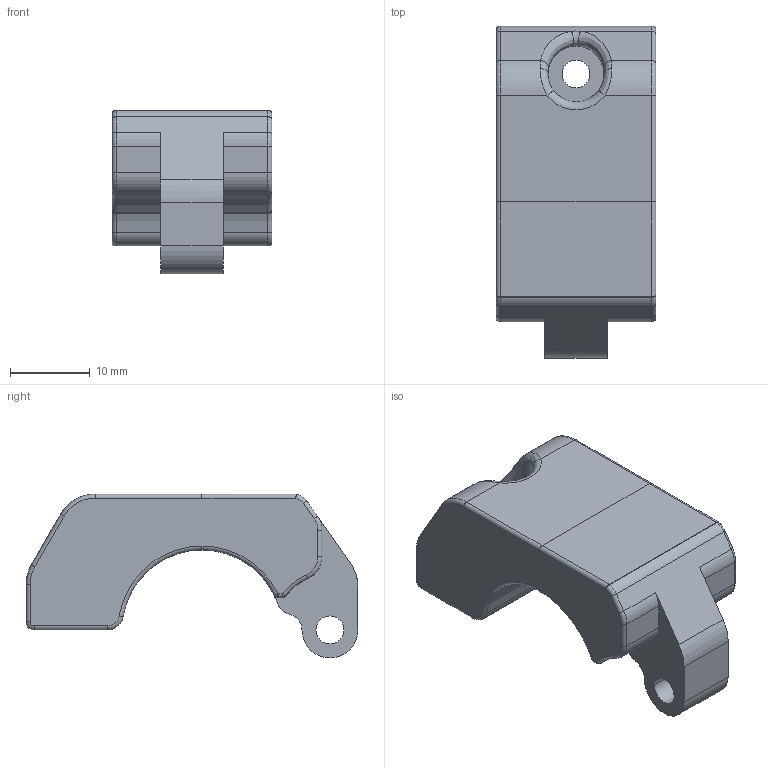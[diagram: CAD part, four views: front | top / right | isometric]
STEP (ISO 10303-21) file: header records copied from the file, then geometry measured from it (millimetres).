
FILE_DESCRIPTION(('CATIA V5 STEP Exchange'),'2;1');
FILE_NAME('BOS_V3_SPRAYER_HOLDUP.stp','2023-12-11T12:45:47+00:00',('none'),('none'),'CATIA Unofficial Packaging Version SP3','CATIA V5 STEP AP203','none');
FILE_SCHEMA(('CONFIG_CONTROL_DESIGN'));
Length unit declared in the file: millimetre
Products named in the file (1): BOS_V3_SPRAYER_HOLDUP
Bounding box: 20 x 41.5 x 20.5 mm (x, y, z)
Volume: 8248.2 mm3; surface area: 3404.6 mm2
Topology: 1 solids, 1 shells, 100 faces, 246 edges, 145 vertices
Faces by surface type: cylinder 48, torus 25, plane 16, bspline 7, sphere 4
Entity records: 3424 total; most frequent: CARTESIAN_POINT 1185, ORIENTED_EDGE 482, DIRECTION 381, EDGE_CURVE 241, AXIS2_PLACEMENT_3D 213, VERTEX_POINT 143, CIRCLE 130, EDGE_LOOP 104
